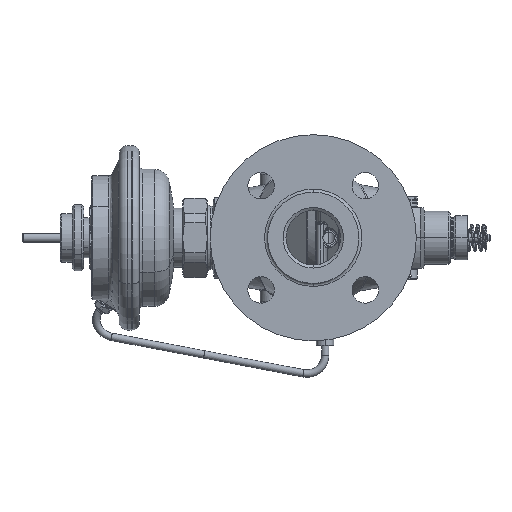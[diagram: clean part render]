
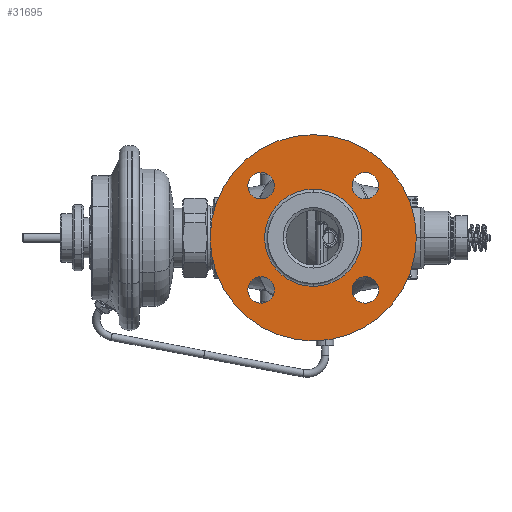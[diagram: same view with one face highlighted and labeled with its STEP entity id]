
A CAD part, left-side view. The second image highlights one B-rep face of the part: STEP entity #31695.
In plain terms, the highlighted face is planar.
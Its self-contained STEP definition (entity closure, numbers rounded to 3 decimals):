
#26133=CARTESIAN_POINT('',(88.,-35.355,35.355));
#26134=DIRECTION('',(-1.,0.,0.));
#26135=DIRECTION('',(0.,-1.,0.));
#26136=AXIS2_PLACEMENT_3D('',#26133,#26134,#26135);
#26138=CARTESIAN_POINT('',(88.,-35.355,35.355));
#26139=DIRECTION('',(-1.,0.,0.));
#26140=DIRECTION('',(0.,1.,0.));
#26141=AXIS2_PLACEMENT_3D('',#26138,#26139,#26140);
#26143=CARTESIAN_POINT('',(88.,35.355,35.355));
#26144=DIRECTION('',(-1.,0.,0.));
#26145=DIRECTION('',(0.,-1.,0.));
#26146=AXIS2_PLACEMENT_3D('',#26143,#26144,#26145);
#26148=CARTESIAN_POINT('',(88.,35.355,35.355));
#26149=DIRECTION('',(-1.,0.,0.));
#26150=DIRECTION('',(0.,1.,0.));
#26151=AXIS2_PLACEMENT_3D('',#26148,#26149,#26150);
#26153=CARTESIAN_POINT('',(88.,35.355,-35.355));
#26154=DIRECTION('',(-1.,0.,0.));
#26155=DIRECTION('',(0.,-1.,0.));
#26156=AXIS2_PLACEMENT_3D('',#26153,#26154,#26155);
#26158=CARTESIAN_POINT('',(88.,35.355,-35.355));
#26159=DIRECTION('',(-1.,0.,0.));
#26160=DIRECTION('',(0.,1.,0.));
#26161=AXIS2_PLACEMENT_3D('',#26158,#26159,#26160);
#26163=CARTESIAN_POINT('',(88.,0.,0.));
#26164=DIRECTION('',(-1.,0.,0.));
#26165=DIRECTION('',(0.,1.,0.));
#26166=AXIS2_PLACEMENT_3D('',#26163,#26164,#26165);
#26168=CARTESIAN_POINT('',(88.,0.,0.));
#26169=DIRECTION('',(1.,0.,0.));
#26170=DIRECTION('',(0.,1.,0.));
#26171=AXIS2_PLACEMENT_3D('',#26168,#26169,#26170);
#26173=CARTESIAN_POINT('',(88.,-35.355,-35.355));
#26174=DIRECTION('',(-1.,0.,0.));
#26175=DIRECTION('',(0.,-1.,0.));
#26176=AXIS2_PLACEMENT_3D('',#26173,#26174,#26175);
#26178=CARTESIAN_POINT('',(88.,-35.355,-35.355));
#26179=DIRECTION('',(-1.,0.,0.));
#26180=DIRECTION('',(0.,1.,0.));
#26181=AXIS2_PLACEMENT_3D('',#26178,#26179,#26180);
#26203=CARTESIAN_POINT('',(88.,0.,0.));
#26204=DIRECTION('',(1.,0.,0.));
#26205=DIRECTION('',(0.,1.,0.));
#26206=AXIS2_PLACEMENT_3D('',#26203,#26204,#26205);
#26216=CARTESIAN_POINT('',(88.,0.,0.));
#26217=DIRECTION('',(-1.,0.,0.));
#26218=DIRECTION('',(0.,1.,0.));
#26219=AXIS2_PLACEMENT_3D('',#26216,#26217,#26218);
#29083=CARTESIAN_POINT('',(88.,33.,0.));
#29085=VERTEX_POINT('',#29083);
#29086=CARTESIAN_POINT('',(88.,70.,0.));
#29088=VERTEX_POINT('',#29086);
#29107=CARTESIAN_POINT('',(88.,-33.,0.));
#29109=VERTEX_POINT('',#29107);
#29110=CARTESIAN_POINT('',(88.,-70.,0.));
#29112=VERTEX_POINT('',#29110);
#29181=CARTESIAN_POINT('',(88.,-44.355,-35.355));
#29182=CARTESIAN_POINT('',(88.,-26.355,-35.355));
#29183=VERTEX_POINT('',#29181);
#29184=VERTEX_POINT('',#29182);
#29189=CARTESIAN_POINT('',(88.,26.355,-35.355));
#29190=CARTESIAN_POINT('',(88.,44.355,-35.355));
#29191=VERTEX_POINT('',#29189);
#29192=VERTEX_POINT('',#29190);
#29197=CARTESIAN_POINT('',(88.,26.355,35.355));
#29198=CARTESIAN_POINT('',(88.,44.355,35.355));
#29199=VERTEX_POINT('',#29197);
#29200=VERTEX_POINT('',#29198);
#29205=CARTESIAN_POINT('',(88.,-44.355,35.355));
#29206=CARTESIAN_POINT('',(88.,-26.355,35.355));
#29207=VERTEX_POINT('',#29205);
#29208=VERTEX_POINT('',#29206);
#31655=CARTESIAN_POINT('',(88.,0.,0.));
#31656=DIRECTION('',(1.,0.,0.));
#31657=DIRECTION('',(0.,-1.,0.));
#31658=AXIS2_PLACEMENT_3D('',#31655,#31656,#31657);
#31659=PLANE('',#31658);
#31661=ORIENTED_EDGE('',*,*,#31660,.F.);
#31663=ORIENTED_EDGE('',*,*,#31662,.T.);
#31664=EDGE_LOOP('',(#31661,#31663));
#31665=FACE_OUTER_BOUND('',#31664,.F.);
#31667=ORIENTED_EDGE('',*,*,#31666,.F.);
#31669=ORIENTED_EDGE('',*,*,#31668,.F.);
#31670=EDGE_LOOP('',(#31667,#31669));
#31671=FACE_BOUND('',#31670,.F.);
#31673=ORIENTED_EDGE('',*,*,#31672,.F.);
#31675=ORIENTED_EDGE('',*,*,#31674,.F.);
#31676=EDGE_LOOP('',(#31673,#31675));
#31677=FACE_BOUND('',#31676,.F.);
#31678=ORIENTED_EDGE('',*,*,#31645,.F.);
#31680=ORIENTED_EDGE('',*,*,#31679,.F.);
#31681=EDGE_LOOP('',(#31678,#31680));
#31682=FACE_BOUND('',#31681,.F.);
#31684=ORIENTED_EDGE('',*,*,#31683,.F.);
#31686=ORIENTED_EDGE('',*,*,#31685,.T.);
#31687=EDGE_LOOP('',(#31684,#31686));
#31688=FACE_BOUND('',#31687,.F.);
#31690=ORIENTED_EDGE('',*,*,#31689,.F.);
#31692=ORIENTED_EDGE('',*,*,#31691,.F.);
#31693=EDGE_LOOP('',(#31690,#31692));
#31694=FACE_BOUND('',#31693,.F.);
#26137=CIRCLE('',#26136,9.);
#26142=CIRCLE('',#26141,9.);
#26147=CIRCLE('',#26146,9.);
#26152=CIRCLE('',#26151,9.);
#26157=CIRCLE('',#26156,9.);
#26162=CIRCLE('',#26161,9.);
#26167=CIRCLE('',#26166,33.);
#26172=CIRCLE('',#26171,33.);
#26177=CIRCLE('',#26176,9.);
#26182=CIRCLE('',#26181,9.);
#26207=CIRCLE('',#26206,70.);
#26220=CIRCLE('',#26219,70.);
#31645=EDGE_CURVE('',#29207,#29208,#26137,.T.);
#31660=EDGE_CURVE('',#29088,#29112,#26207,.T.);
#31662=EDGE_CURVE('',#29088,#29112,#26220,.T.);
#31666=EDGE_CURVE('',#29199,#29200,#26147,.T.);
#31668=EDGE_CURVE('',#29200,#29199,#26152,.T.);
#31672=EDGE_CURVE('',#29191,#29192,#26157,.T.);
#31674=EDGE_CURVE('',#29192,#29191,#26162,.T.);
#31679=EDGE_CURVE('',#29208,#29207,#26142,.T.);
#31683=EDGE_CURVE('',#29085,#29109,#26167,.T.);
#31685=EDGE_CURVE('',#29085,#29109,#26172,.T.);
#31689=EDGE_CURVE('',#29183,#29184,#26177,.T.);
#31691=EDGE_CURVE('',#29184,#29183,#26182,.T.);
#31695=ADVANCED_FACE('',(#31665,#31671,#31677,#31682,#31688,#31694),#31659,.T.);
